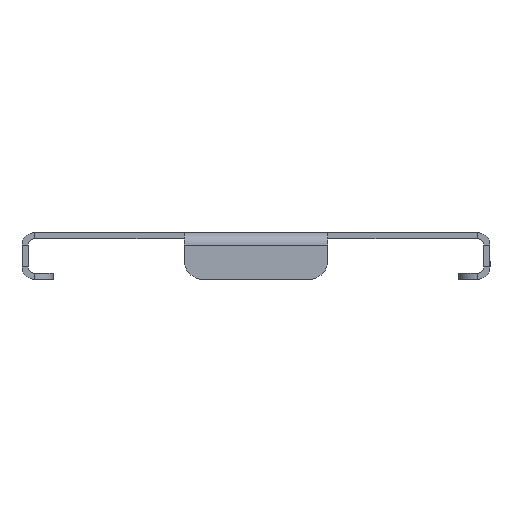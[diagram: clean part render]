
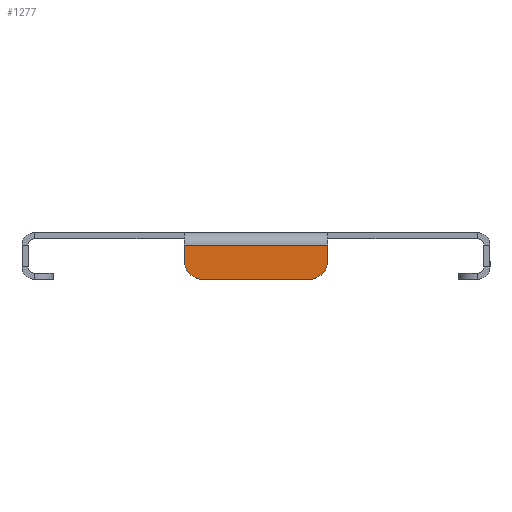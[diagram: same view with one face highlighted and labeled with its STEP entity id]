
A CAD part, left-side view. The second image highlights one B-rep face of the part: STEP entity #1277.
In plain terms, the highlighted planar face has unit normal (-1, 0, 0).
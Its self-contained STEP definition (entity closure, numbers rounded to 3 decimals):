
#26 = LINE ( 'NONE', #943, #1773 ) ;
#74 = EDGE_CURVE ( 'NONE', #652, #1802, #2314, .T. ) ;
#117 = DIRECTION ( 'NONE',  ( 0., 1., 0. ) ) ;
#280 = AXIS2_PLACEMENT_3D ( 'NONE', #594, #2891, #2420 ) ;
#340 = DIRECTION ( 'NONE',  ( 0., 0., -1. ) ) ;
#365 = CARTESIAN_POINT ( 'NONE',  ( -149.5, -23., -9. ) ) ;
#439 = ORIENTED_EDGE ( 'NONE', *, *, #2923, .T. ) ;
#472 = CARTESIAN_POINT ( 'NONE',  ( -149.5, 17., -15. ) ) ;
#485 = DIRECTION ( 'NONE',  ( 0., 0., 1. ) ) ;
#594 = CARTESIAN_POINT ( 'NONE',  ( -149.5, -17., -9. ) ) ;
#622 = VECTOR ( 'NONE', #117, 1000. ) ;
#652 = VERTEX_POINT ( 'NONE', #2957 ) ;
#701 = ORIENTED_EDGE ( 'NONE', *, *, #1210, .T. ) ;
#708 = CIRCLE ( 'NONE', #280, 6. ) ;
#776 = DIRECTION ( 'NONE',  ( -1., 0., 0. ) ) ;
#805 = CARTESIAN_POINT ( 'NONE',  ( -149.5, 23., -15. ) ) ;
#875 = EDGE_CURVE ( 'NONE', #1310, #2661, #708, .T. ) ;
#943 = CARTESIAN_POINT ( 'NONE',  ( -149.5, -23., -15. ) ) ;
#1169 = CARTESIAN_POINT ( 'NONE',  ( -149.5, -75., -4. ) ) ;
#1210 = EDGE_CURVE ( 'NONE', #652, #2810, #2386, .T. ) ;
#1254 = LINE ( 'NONE', #2233, #622 ) ;
#1277 = ADVANCED_FACE ( 'NONE', ( #1284 ), #2653, .F. ) ;
#1284 = FACE_OUTER_BOUND ( 'NONE', #1368, .T. ) ;
#1310 = VERTEX_POINT ( 'NONE', #2853 ) ;
#1343 = VECTOR ( 'NONE', #1452, 1000. ) ;
#1344 = AXIS2_PLACEMENT_3D ( 'NONE', #2417, #776, #340 ) ;
#1368 = EDGE_LOOP ( 'NONE', ( #2566, #2591, #439, #2432, #701, #2596 ) ) ;
#1452 = DIRECTION ( 'NONE',  ( 0., 0., -1. ) ) ;
#1762 = CARTESIAN_POINT ( 'NONE',  ( -149.5, 23., -9. ) ) ;
#1773 = VECTOR ( 'NONE', #485, 1000. ) ;
#1802 = VERTEX_POINT ( 'NONE', #2620 ) ;
#1813 = AXIS2_PLACEMENT_3D ( 'NONE', #2187, #2610, #1918 ) ;
#1846 = EDGE_CURVE ( 'NONE', #1310, #2548, #1254, .T. ) ;
#1918 = DIRECTION ( 'NONE',  ( 0., 0., -1. ) ) ;
#2187 = CARTESIAN_POINT ( 'NONE',  ( -149.5, 0., 0. ) ) ;
#2233 = CARTESIAN_POINT ( 'NONE',  ( -149.5, -75., -15. ) ) ;
#2314 = LINE ( 'NONE', #1169, #2631 ) ;
#2386 = LINE ( 'NONE', #805, #1343 ) ;
#2417 = CARTESIAN_POINT ( 'NONE',  ( -149.5, 17., -9. ) ) ;
#2420 = DIRECTION ( 'NONE',  ( 0., 0., -1. ) ) ;
#2432 = ORIENTED_EDGE ( 'NONE', *, *, #74, .F. ) ;
#2520 = DIRECTION ( 'NONE',  ( 0., -1., 0. ) ) ;
#2540 = CIRCLE ( 'NONE', #1344, 6. ) ;
#2548 = VERTEX_POINT ( 'NONE', #472 ) ;
#2566 = ORIENTED_EDGE ( 'NONE', *, *, #1846, .F. ) ;
#2591 = ORIENTED_EDGE ( 'NONE', *, *, #875, .T. ) ;
#2596 = ORIENTED_EDGE ( 'NONE', *, *, #2649, .T. ) ;
#2610 = DIRECTION ( 'NONE',  ( 1., 0., 0. ) ) ;
#2620 = CARTESIAN_POINT ( 'NONE',  ( -149.5, -23., -4. ) ) ;
#2631 = VECTOR ( 'NONE', #2520, 1000. ) ;
#2649 = EDGE_CURVE ( 'NONE', #2810, #2548, #2540, .T. ) ;
#2653 = PLANE ( 'NONE',  #1813 ) ;
#2661 = VERTEX_POINT ( 'NONE', #365 ) ;
#2810 = VERTEX_POINT ( 'NONE', #1762 ) ;
#2853 = CARTESIAN_POINT ( 'NONE',  ( -149.5, -17., -15. ) ) ;
#2891 = DIRECTION ( 'NONE',  ( -1., 0., 0. ) ) ;
#2923 = EDGE_CURVE ( 'NONE', #2661, #1802, #26, .T. ) ;
#2957 = CARTESIAN_POINT ( 'NONE',  ( -149.5, 23., -4. ) ) ;
